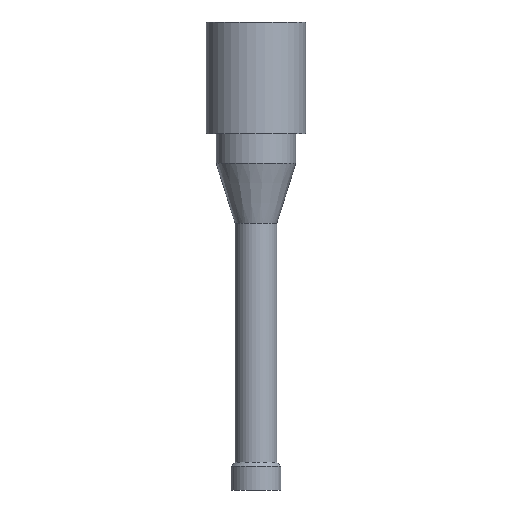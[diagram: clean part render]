
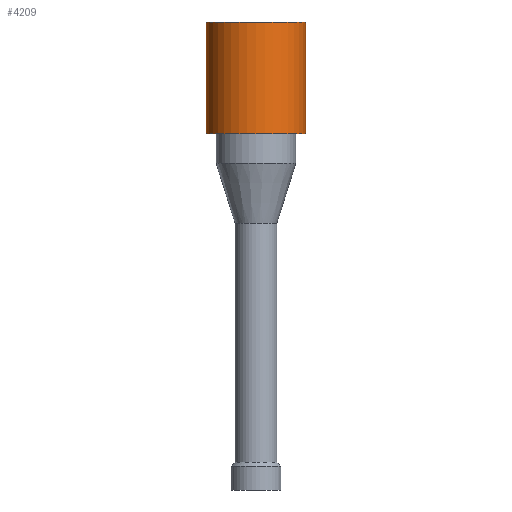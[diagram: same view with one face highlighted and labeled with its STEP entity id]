
A CAD part, front view. The second image highlights one B-rep face of the part: STEP entity #4209.
In plain terms, the highlighted cylindrical face has radius 12.5 mm (diameter 25 mm), a full revolution.
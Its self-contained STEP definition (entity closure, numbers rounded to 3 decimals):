
#1295=CYLINDRICAL_SURFACE($,#4353,12.5);
#1344=FACE_BOUND($,#1836,.T.);
#1566=FACE_OUTER_BOUND($,#1835,.T.);
#1835=EDGE_LOOP($,(#3971));
#1836=EDGE_LOOP($,(#3972));
#1853=CIRCLE($,#4311,12.5);
#1867=CIRCLE($,#4354,12.5);
#2245=VERTEX_POINT($,#7577);
#2259=VERTEX_POINT($,#7634);
#2819=EDGE_CURVE($,#2245,#2245,#1853,.T.);
#2833=EDGE_CURVE($,#2259,#2259,#1867,.T.);
#3971=ORIENTED_EDGE($,*,*,#2819,.T.);
#3972=ORIENTED_EDGE($,*,*,#2833,.F.);
#4209=ADVANCED_FACE($,(#1566,#1344),#1295,.T.);
#4311=AXIS2_PLACEMENT_3D($,#7578,#4869,#4870);
#4353=AXIS2_PLACEMENT_3D($,#7633,#4953,#4954);
#4354=AXIS2_PLACEMENT_3D($,#7635,#4955,#4956);
#4869=DIRECTION('center_axis',(0.,0.,-1.));
#4870=DIRECTION('ref_axis',(-1.,0.,0.));
#4953=DIRECTION('center_axis',(0.,0.,1.));
#4954=DIRECTION('ref_axis',(-1.,0.,0.));
#4955=DIRECTION('center_axis',(0.,0.,-1.));
#4956=DIRECTION('ref_axis',(-1.,0.,0.));
#7577=CARTESIAN_POINT('',(12.5,0.,28.));
#7578=CARTESIAN_POINT('Origin',(0.,0.,28.));
#7633=CARTESIAN_POINT('Origin',(0.,0.,0.));
#7634=CARTESIAN_POINT('',(12.5,0.,0.));
#7635=CARTESIAN_POINT('Origin',(0.,0.,0.));
